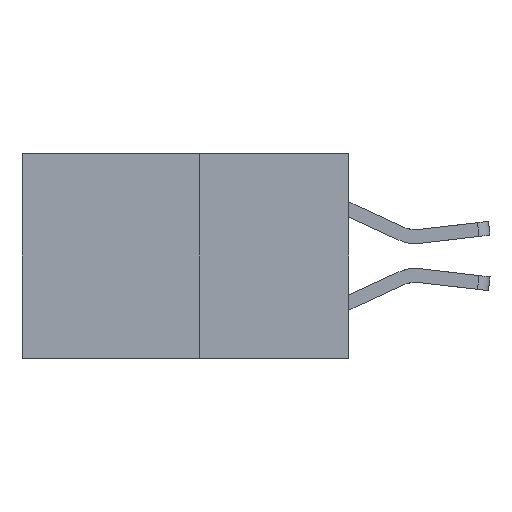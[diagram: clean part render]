
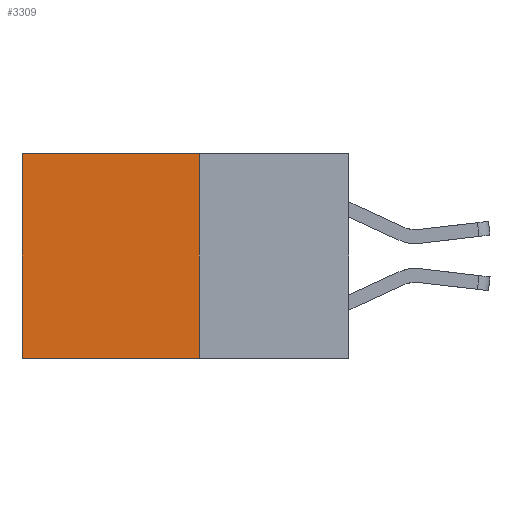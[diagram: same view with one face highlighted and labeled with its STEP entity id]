
A CAD part, left-side view. The second image highlights one B-rep face of the part: STEP entity #3309.
In plain terms, the highlighted planar face has unit normal (-1, 0, 0).
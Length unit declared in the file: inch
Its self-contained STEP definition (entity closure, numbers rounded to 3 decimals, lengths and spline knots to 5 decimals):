
#131 = ORIENTED_EDGE ( 'NONE', *, *, #8978, .T. ) ;
#218 = CARTESIAN_POINT ( 'NONE',  ( 0.277, 0.27, 0. ) ) ;
#242 = DIRECTION ( 'NONE',  ( 0., 1., 0. ) ) ;
#483 = ORIENTED_EDGE ( 'NONE', *, *, #9237, .T. ) ;
#1206 = DIRECTION ( 'NONE',  ( 0., 0., -1. ) ) ;
#1480 = DIRECTION ( 'NONE',  ( 0., 0., -1. ) ) ;
#1548 = VECTOR ( 'NONE', #1480, 39.37008 ) ;
#1781 = VECTOR ( 'NONE', #5113, 39.37008 ) ;
#1880 = CARTESIAN_POINT ( 'NONE',  ( 0.277, 0.27, -0.37 ) ) ;
#2162 = VECTOR ( 'NONE', #6087, 39.37008 ) ;
#2666 = AXIS2_PLACEMENT_3D ( 'NONE', #6719, #3291, #1206 ) ;
#3063 = CARTESIAN_POINT ( 'NONE',  ( 0.277, 0.27, -0.37 ) ) ;
#3116 = EDGE_LOOP ( 'NONE', ( #483, #4481, #3466, #131 ) ) ;
#3291 = DIRECTION ( 'NONE',  ( 1., 0., 0. ) ) ;
#3309 = ADVANCED_FACE ( 'NONE', ( #6548 ), #3815, .F. ) ;
#3430 = EDGE_CURVE ( 'NONE', #8156, #4144, #5389, .T. ) ;
#3466 = ORIENTED_EDGE ( 'NONE', *, *, #3430, .F. ) ;
#3815 = PLANE ( 'NONE',  #2666 ) ;
#3972 = LINE ( 'NONE', #4132, #5714 ) ;
#4083 = LINE ( 'NONE', #8760, #1781 ) ;
#4132 = CARTESIAN_POINT ( 'NONE',  ( 0.277, 0.27, 0. ) ) ;
#4144 = VERTEX_POINT ( 'NONE', #4497 ) ;
#4228 = LINE ( 'NONE', #3063, #2162 ) ;
#4481 = ORIENTED_EDGE ( 'NONE', *, *, #7884, .F. ) ;
#4497 = CARTESIAN_POINT ( 'NONE',  ( 0.277, 0.27, -0.37 ) ) ;
#5113 = DIRECTION ( 'NONE',  ( 0., 0., -1. ) ) ;
#5128 = VERTEX_POINT ( 'NONE', #8577 ) ;
#5389 = LINE ( 'NONE', #1880, #1548 ) ;
#5714 = VECTOR ( 'NONE', #242, 39.37008 ) ;
#6087 = DIRECTION ( 'NONE',  ( 0., 1., 0. ) ) ;
#6548 = FACE_OUTER_BOUND ( 'NONE', #3116, .T. ) ;
#6719 = CARTESIAN_POINT ( 'NONE',  ( 0.277, 0.27, -0.37 ) ) ;
#6829 = VERTEX_POINT ( 'NONE', #7692 ) ;
#7692 = CARTESIAN_POINT ( 'NONE',  ( 0.277, 0.59, 0. ) ) ;
#7884 = EDGE_CURVE ( 'NONE', #4144, #5128, #4228, .T. ) ;
#8156 = VERTEX_POINT ( 'NONE', #218 ) ;
#8577 = CARTESIAN_POINT ( 'NONE',  ( 0.277, 0.59, -0.37 ) ) ;
#8760 = CARTESIAN_POINT ( 'NONE',  ( 0.277, 0.59, -0.37 ) ) ;
#8978 = EDGE_CURVE ( 'NONE', #8156, #6829, #3972, .T. ) ;
#9237 = EDGE_CURVE ( 'NONE', #6829, #5128, #4083, .T. ) ;
